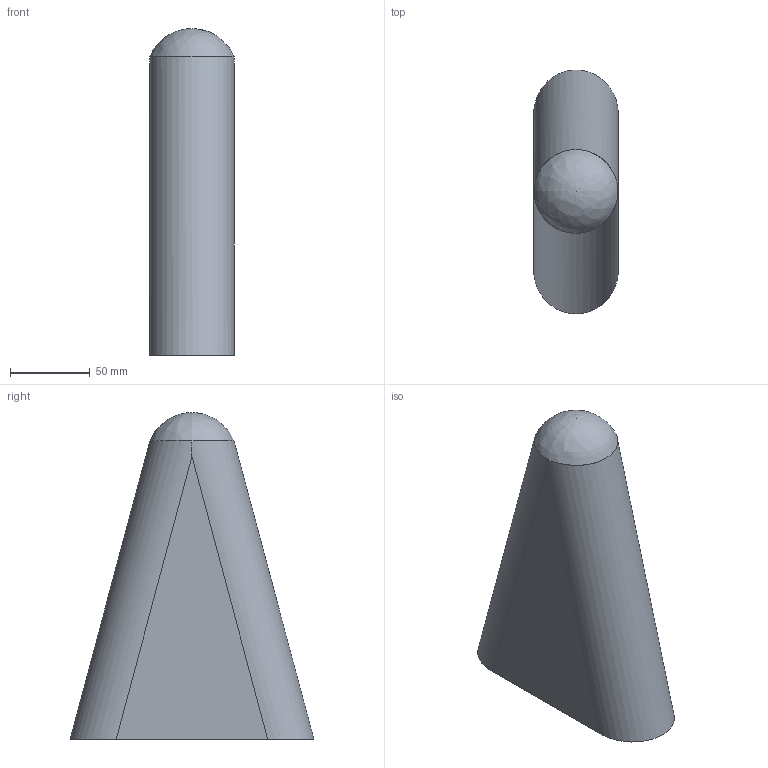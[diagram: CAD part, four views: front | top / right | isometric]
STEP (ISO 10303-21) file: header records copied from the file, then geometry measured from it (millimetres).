
FILE_DESCRIPTION(/* description */ (''),/* implementation_level */ '2;1');
FILE_NAME(/* name */ 'c045ed64-cfcd-4591-9301-7327d83b5f29.stp',/* time_stamp */ '2023-04-19T14:08:12Z',/* author */ (''),/* organization */ (''),/* preprocessor_version */ 'ST-DEVELOPER v19.2',/* originating_system */ 'Autodesk Translation Framework v12.4.0.73',/* authorisation */ '');
FILE_SCHEMA (('AUTOMOTIVE_DESIGN { 1 0 10303 214 3 1 1 }'));
Length unit declared in the file: centimetre
Products named in the file (1): Knee
Bounding box: 53.04 x 153.01 x 205 mm (x, y, z)
Volume: 237148.9 mm3; surface area: 109673.5 mm2
Topology: 1 solids, 1 shells, 15 faces, 37 edges, 23 vertices
Faces by surface type: plane 10, cylinder 4, bspline 1
Full cylindrical faces by diameter (mm): 50.8 x2
Entity records: 513 total; most frequent: CARTESIAN_POINT 101, DIRECTION 94, ORIENTED_EDGE 72, AXIS2_PLACEMENT_3D 43, EDGE_CURVE 36, VERTEX_POINT 23, ELLIPSE 20, EDGE_LOOP 17
